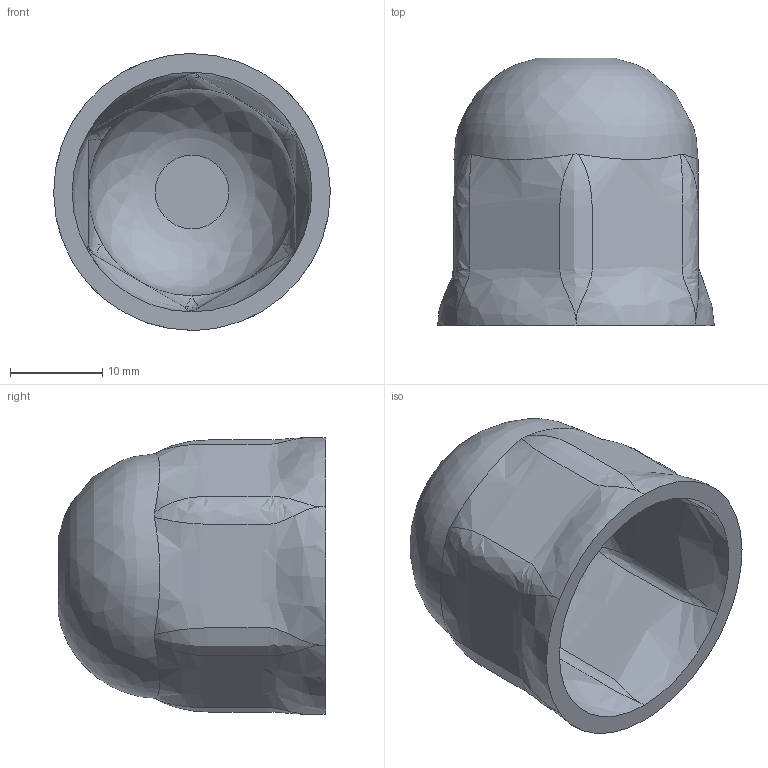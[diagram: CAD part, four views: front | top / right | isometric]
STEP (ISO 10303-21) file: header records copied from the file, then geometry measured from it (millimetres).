
FILE_DESCRIPTION(/* description */ (''),/* implementation_level */ '2;1');
FILE_NAME(/* name */ 'Schutzkappe M12.stp',/* time_stamp */ '2018-04-16T13:08:13+02:00',/* author */ ('Leon Schnieders'),/* organization */ (''),/* preprocessor_version */ 'ST-DEVELOPER v16.5',/* originating_system */ 'Autodesk Inventor 2017',/* authorisation */ '');
FILE_SCHEMA (('AUTOMOTIVE_DESIGN { 1 0 10303 214 3 1 1 }'));
Length unit declared in the file: millimetre
Products named in the file (1): Schutzmuffe M12
Bounding box: 30 x 29 x 30 mm (x, y, z)
Volume: 4803.9 mm3; surface area: 4989.9 mm2
Topology: 1 solids, 1 shells, 29 faces, 138 edges, 94 vertices
Faces by surface type: bspline 26, plane 3
Entity records: 4940 total; most frequent: CARTESIAN_POINT 4110, ORIENTED_EDGE 240, EDGE_CURVE 120, VERTEX_POINT 94, B_SPLINE_CURVE_WITH_KNOTS 84, DIRECTION 76, AXIS2_PLACEMENT_3D 38, EDGE_LOOP 30
